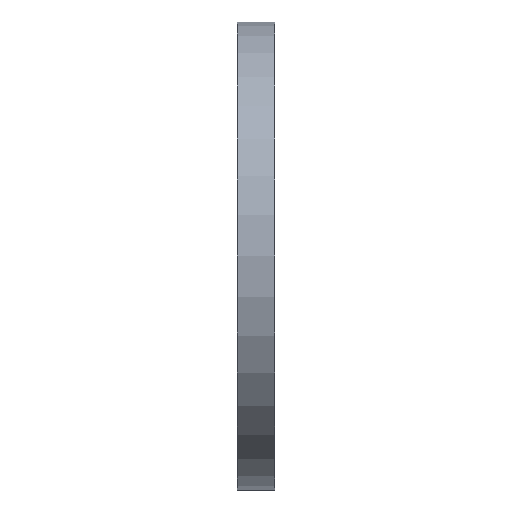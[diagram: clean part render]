
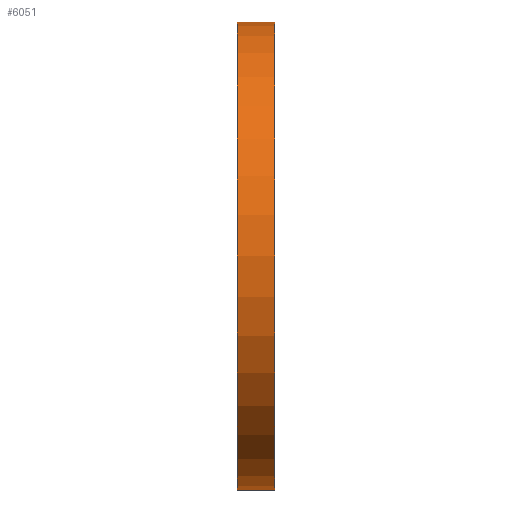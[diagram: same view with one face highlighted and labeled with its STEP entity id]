
A CAD part, left-side view. The second image highlights one B-rep face of the part: STEP entity #6051.
In plain terms, the highlighted cylindrical face has radius 50 mm (diameter 100 mm), a partial arc.
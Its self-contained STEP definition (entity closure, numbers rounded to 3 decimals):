
#206 = EDGE_CURVE ( 'NONE', #6939, #8905, #3088, .T. ) ;
#664 = AXIS2_PLACEMENT_3D ( 'NONE', #4784, #9176, #3734 ) ;
#1016 = ORIENTED_EDGE ( 'NONE', *, *, #6034, .F. ) ;
#1341 = CARTESIAN_POINT ( 'NONE',  ( 0., 8., 0. ) ) ;
#1641 = FACE_OUTER_BOUND ( 'NONE', #2949, .T. ) ;
#1717 = AXIS2_PLACEMENT_3D ( 'NONE', #7660, #2166, #3960 ) ;
#2166 = DIRECTION ( 'NONE',  ( 0., -1., 0. ) ) ;
#2808 = VECTOR ( 'NONE', #5185, 1000. ) ;
#2947 = CARTESIAN_POINT ( 'NONE',  ( 0., 8., 50. ) ) ;
#2949 = EDGE_LOOP ( 'NONE', ( #10877, #1016, #5857, #10707 ) ) ;
#3088 = LINE ( 'NONE', #6164, #2808 ) ;
#3296 = CARTESIAN_POINT ( 'NONE',  ( 0., 8., -50. ) ) ;
#3330 = CARTESIAN_POINT ( 'NONE',  ( 0., 0., 50. ) ) ;
#3380 = VERTEX_POINT ( 'NONE', #2947 ) ;
#3402 = EDGE_CURVE ( 'NONE', #3380, #7420, #9089, .T. ) ;
#3734 = DIRECTION ( 'NONE',  ( 0., 0., 1. ) ) ;
#3827 = CARTESIAN_POINT ( 'NONE',  ( 0., 8., 50. ) ) ;
#3960 = DIRECTION ( 'NONE',  ( 0., 0., -1. ) ) ;
#4044 = DIRECTION ( 'NONE',  ( 0., 0., 1. ) ) ;
#4784 = CARTESIAN_POINT ( 'NONE',  ( 0., 0., 0. ) ) ;
#4892 = CYLINDRICAL_SURFACE ( 'NONE', #1717, 50. ) ;
#4980 = VECTOR ( 'NONE', #6624, 1000. ) ;
#5185 = DIRECTION ( 'NONE',  ( 0., -1., 0. ) ) ;
#5770 = DIRECTION ( 'NONE',  ( 0., 1., 0. ) ) ;
#5857 = ORIENTED_EDGE ( 'NONE', *, *, #206, .T. ) ;
#5943 = AXIS2_PLACEMENT_3D ( 'NONE', #1341, #5770, #4044 ) ;
#5954 = EDGE_CURVE ( 'NONE', #8905, #7420, #8858, .T. ) ;
#6034 = EDGE_CURVE ( 'NONE', #6939, #3380, #8290, .T. ) ;
#6051 = ADVANCED_FACE ( 'NONE', ( #1641 ), #4892, .T. ) ;
#6164 = CARTESIAN_POINT ( 'NONE',  ( 0., 8., -50. ) ) ;
#6624 = DIRECTION ( 'NONE',  ( 0., -1., 0. ) ) ;
#6939 = VERTEX_POINT ( 'NONE', #3296 ) ;
#7155 = CARTESIAN_POINT ( 'NONE',  ( 0., 0., -50. ) ) ;
#7420 = VERTEX_POINT ( 'NONE', #3330 ) ;
#7660 = CARTESIAN_POINT ( 'NONE',  ( 0., 8., 0. ) ) ;
#8290 = CIRCLE ( 'NONE', #5943, 50. ) ;
#8858 = CIRCLE ( 'NONE', #664, 50. ) ;
#8905 = VERTEX_POINT ( 'NONE', #7155 ) ;
#9089 = LINE ( 'NONE', #3827, #4980 ) ;
#9176 = DIRECTION ( 'NONE',  ( 0., 1., 0. ) ) ;
#10707 = ORIENTED_EDGE ( 'NONE', *, *, #5954, .T. ) ;
#10877 = ORIENTED_EDGE ( 'NONE', *, *, #3402, .F. ) ;
